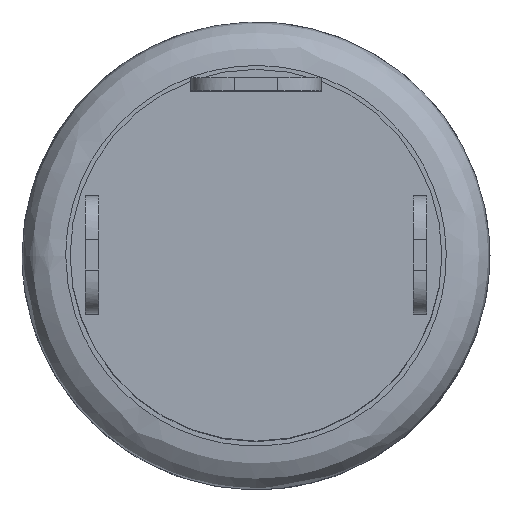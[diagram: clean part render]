
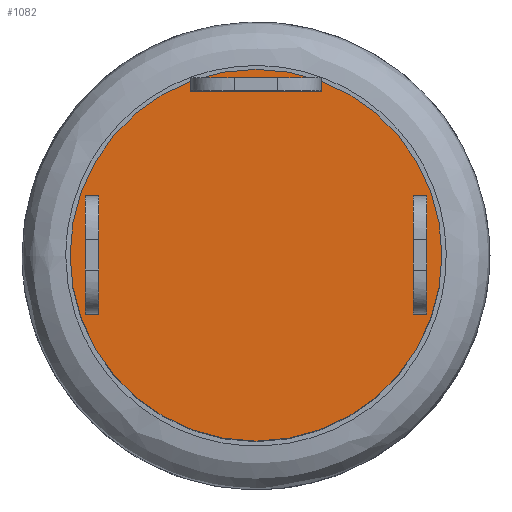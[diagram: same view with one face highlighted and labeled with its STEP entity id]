
A CAD part, top view. The second image highlights one B-rep face of the part: STEP entity #1082.
In plain terms, the highlighted planar face has unit normal (0, 0, 1).
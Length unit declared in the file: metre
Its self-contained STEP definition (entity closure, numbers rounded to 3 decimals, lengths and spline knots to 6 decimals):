
#21=CIRCLE('',#1190,0.00425);
#426=ORIENTED_EDGE('',*,*,#584,.T.);
#584=EDGE_CURVE('',#688,#688,#21,.T.);
#688=VERTEX_POINT('',#2808);
#886=EDGE_LOOP('',(#426));
#972=FACE_BOUND('',#886,.T.);
#1019=PLANE('',#1189);
#1082=ADVANCED_FACE('',(#972),#1019,.T.);
#1189=AXIS2_PLACEMENT_3D('',#2806,#1364,#1365);
#1190=AXIS2_PLACEMENT_3D('',#2807,#1366,#1367);
#1364=DIRECTION('',(0.,0.,1.));
#1365=DIRECTION('',(1.,0.,0.));
#1366=DIRECTION('',(0.,0.,1.));
#1367=DIRECTION('',(1.,0.,0.));
#2806=CARTESIAN_POINT('',(0.,0.,0.0073));
#2807=CARTESIAN_POINT('',(0.,0.,0.0073));
#2808=CARTESIAN_POINT('',(0.00425,0.,0.0073));
